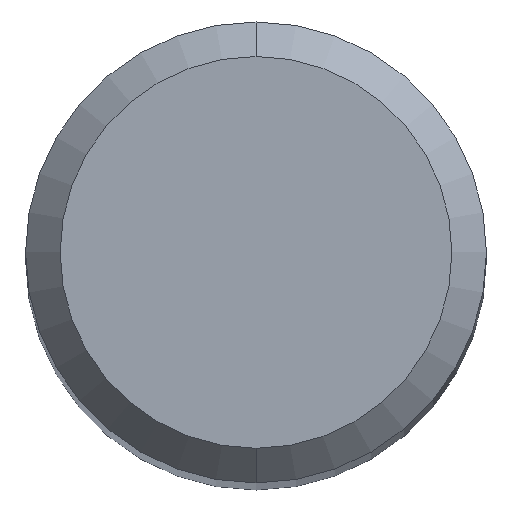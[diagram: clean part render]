
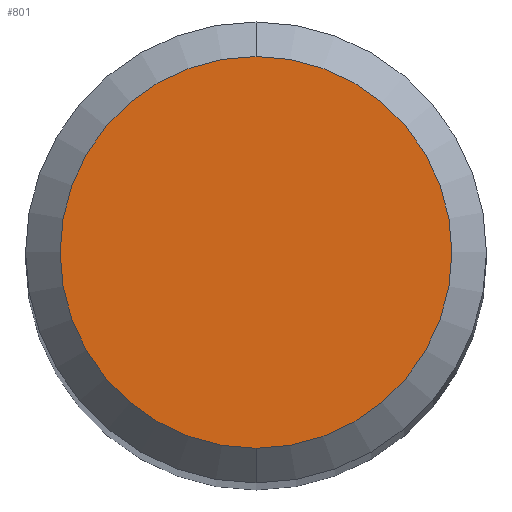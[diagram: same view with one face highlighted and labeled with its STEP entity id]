
A CAD part, top view. The second image highlights one B-rep face of the part: STEP entity #801.
In plain terms, the highlighted planar face has unit normal (0, 0, 1).
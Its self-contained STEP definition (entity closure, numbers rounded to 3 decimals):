
#631=VERTEX_POINT('',#1453);
#741=VERTEX_POINT('',#1577);
#801=ADVANCED_FACE('',(#1637),#1638,.T.);
#947=EDGE_CURVE('',#741,#631,#1790,.T.);
#991=EDGE_CURVE('',#631,#741,#1839,.T.);
#1453=CARTESIAN_POINT('',(0.0,1.7,0.0));
#1577=CARTESIAN_POINT('',(0.,-1.7,0.0));
#1637=FACE_OUTER_BOUND('',#3778,.T.);
#1638=PLANE('',#3779);
#1790=CIRCLE('',#4209,1.7);
#1839=CIRCLE('',#4409,1.7);
#3778=EDGE_LOOP('',(#5894,#5895));
#3779=AXIS2_PLACEMENT_3D('',#5896,#5897,#5898);
#4209=AXIS2_PLACEMENT_3D('',#6013,#6014,#6015);
#4409=AXIS2_PLACEMENT_3D('',#6076,#6077,#6078);
#5894=ORIENTED_EDGE('',*,*,#991,.F.);
#5895=ORIENTED_EDGE('',*,*,#947,.F.);
#5896=CARTESIAN_POINT('',(0.0,0.85,0.0));
#5897=DIRECTION('',(-0.0,0.0,1.0));
#5898=DIRECTION('',(0.0,-1.0,0.0));
#6013=CARTESIAN_POINT('',(0.0,0.0,0.0));
#6014=DIRECTION('',(0.0,0.0,-1.0));
#6015=DIRECTION('',(0.0,1.0,0.0));
#6076=CARTESIAN_POINT('',(0.0,0.0,0.0));
#6077=DIRECTION('',(0.0,0.0,-1.0));
#6078=DIRECTION('',(0.0,1.0,0.0));
